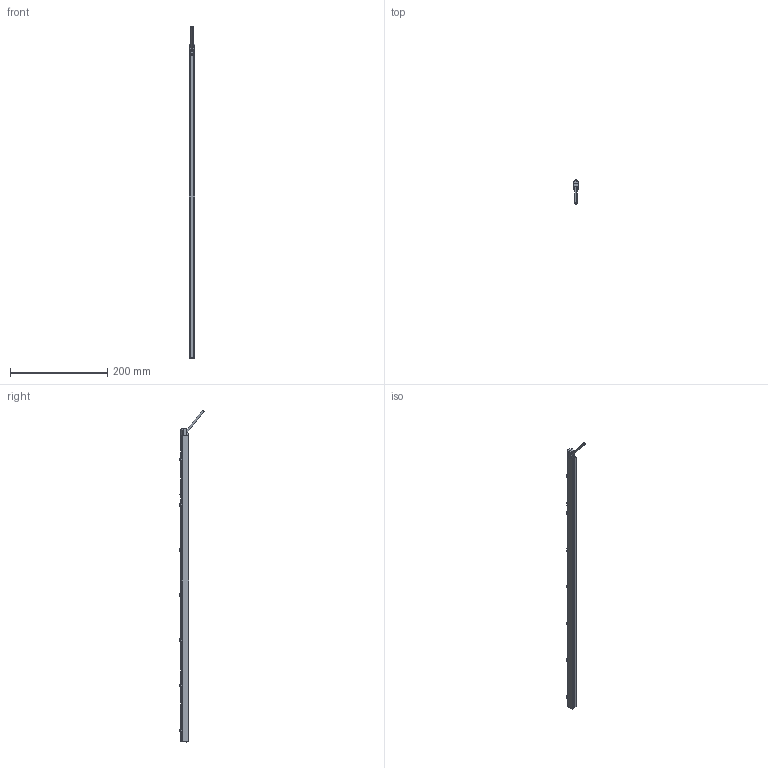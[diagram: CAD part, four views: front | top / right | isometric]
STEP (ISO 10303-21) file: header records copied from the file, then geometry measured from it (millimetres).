
FILE_DESCRIPTION((''),'2;1');
FILE_NAME('218898_ASM','2020-08-07T07:41:40',('PDMAdmin'),('BANNER ENGINEERING'),'CREO PARAMETRIC BY PTC INC, 2019292','CREO PARAMETRIC BY PTC INC, 2019292','');
FILE_SCHEMA(('CONFIG_CONTROL_DESIGN'));
Length unit declared in the file: millimetre
Products named in the file (31): 218768_AF0; 212546_AF0; 810471_CABLE_AF0; 212837_AF0; 213799_AF0; 213800_AF1; 213800_AF0_ASM; 213799_AF1; 213800_AF3; 213800_AF2_ASM; 213799_AF2; 213800_AF5; 213800_AF4_ASM; 213799_AF3; 213800_AF7; 213800_AF6_ASM; 213799_AF4; 213800_AF9; 213800_AF8_ASM; 213799_AF5; 213800_AF11; 213800_AF10_ASM; 213799_AF6; 213800_AF13; 213800_AF12_ASM; 213113_AF1; 213732_AF0; 213113_AF0_ASM; 214493_AF0; 810471_AF0_ASM; 218898_ASM
Assembly tree (30 placements, depth 4):
  218898_ASM
    810471_AF0_ASM
      218768_AF0
      212546_AF0
      810471_CABLE_AF0
      212837_AF0
      213800_AF0_ASM
        213799_AF0
        213800_AF1
      213800_AF2_ASM
        213799_AF1
        213800_AF3
      213800_AF4_ASM
        213799_AF2
        213800_AF5
      213800_AF6_ASM
        213799_AF3
        213800_AF7
      213800_AF8_ASM
        213799_AF4
        213800_AF9
      213800_AF10_ASM
        213799_AF5
        213800_AF11
      213800_AF12_ASM
        213799_AF6
        213800_AF13
      213113_AF0_ASM
        213113_AF1
        213732_AF0
      214493_AF0
Bounding box: 12 x 50.08 x 684.01 mm (x, y, z)
Volume: 52524.5 mm3; surface area: 71773.1 mm2
Topology: 24 solids, 26 shells, 1605 faces, 4149 edges, 2568 vertices
Faces by surface type: bspline 564, plane 486, cylinder 342, cone 113, sphere 34, revolution 28, torus 22, extrusion 16
Entity records: 93105 total; most frequent: CARTESIAN_POINT 59010, ORIENTED_EDGE 8218, DIRECTION 5194, EDGE_CURVE 4119, VERTEX_POINT 2568, B_SPLINE_CURVE_WITH_KNOTS 1985, AXIS2_PLACEMENT_3D 1881, EDGE_LOOP 1649
